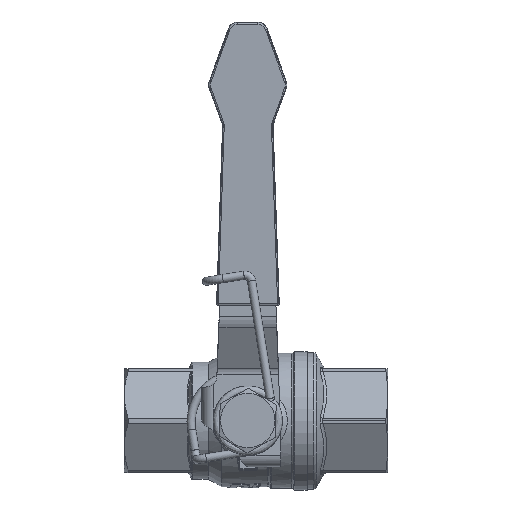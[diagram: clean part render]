
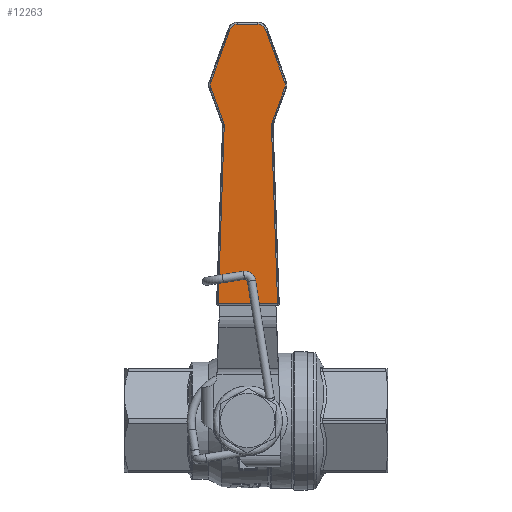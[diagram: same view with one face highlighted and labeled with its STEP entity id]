
A CAD part, top view. The second image highlights one B-rep face of the part: STEP entity #12263.
In plain terms, the highlighted planar face has unit normal (0, -0.035, 0.999).
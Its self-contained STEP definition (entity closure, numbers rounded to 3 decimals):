
#9722=CARTESIAN_POINT('',(9.051,35.421,46.641));
#9723=VERTEX_POINT('',#9722);
#9731=CARTESIAN_POINT('',(-8.971,35.421,46.641));
#9732=VERTEX_POINT('',#9731);
#9733=CARTESIAN_POINT('',(9.051,35.421,46.641));
#9734=DIRECTION('',(-1.,0.,-0.));
#9735=VECTOR('',#9734,18.022);
#9736=LINE('',#9733,#9735);
#9737=EDGE_CURVE('',#9723,#9732,#9736,.T.);
#12135=CARTESIAN_POINT('',(-0.78,44.782,46.967));
#12136=DIRECTION('',(-0.,-0.035,0.999));
#12137=DIRECTION('',(1.,-0.,0.));
#12138=AXIS2_PLACEMENT_3D('',#12135,#12136,#12137);
#12139=PLANE('',#12138);
#12140=CARTESIAN_POINT('',(-7.145,89.518,48.53));
#12141=VERTEX_POINT('',#12140);
#12142=CARTESIAN_POINT('',(-8.971,35.421,46.641));
#12143=CARTESIAN_POINT('',(-7.145,89.518,48.53));
#12144=B_SPLINE_CURVE_WITH_KNOTS('',1,(#12142,#12143),.UNSPECIFIED.,.F.,.F.,(2,2),(0.,54.16),.UNSPECIFIED.);
#12145=EDGE_CURVE('',#9732,#12141,#12144,.T.);
#12146=ORIENTED_EDGE('',*,*,#12145,.F.);
#12147=ORIENTED_EDGE('',*,*,#9737,.F.);
#12148=CARTESIAN_POINT('',(7.181,89.614,48.533));
#12149=VERTEX_POINT('',#12148);
#12150=CARTESIAN_POINT('',(7.181,89.614,48.533));
#12151=CARTESIAN_POINT('',(9.051,35.421,46.641));
#12152=B_SPLINE_CURVE_WITH_KNOTS('',1,(#12150,#12151),.UNSPECIFIED.,.F.,.F.,(2,2),(0.,54.258),.UNSPECIFIED.);
#12153=EDGE_CURVE('',#12149,#9723,#12152,.T.);
#12154=ORIENTED_EDGE('',*,*,#12153,.F.);
#12155=CARTESIAN_POINT('',(7.27,90.179,48.553));
#12156=VERTEX_POINT('',#12155);
#12157=CARTESIAN_POINT('',(8.68,89.666,48.535));
#12158=DIRECTION('',(-0.,-0.035,0.999));
#12159=DIRECTION('',(-0.,0.999,0.035));
#12160=AXIS2_PLACEMENT_3D('',#12157,#12158,#12159);
#12161=CIRCLE('',#12160,1.5);
#12162=EDGE_CURVE('',#12156,#12149,#12161,.T.);
#12163=ORIENTED_EDGE('',*,*,#12162,.F.);
#12164=CARTESIAN_POINT('',(11.221,101.026,48.932));
#12165=VERTEX_POINT('',#12164);
#12166=CARTESIAN_POINT('',(11.221,101.026,48.932));
#12167=CARTESIAN_POINT('',(7.27,90.179,48.553));
#12168=B_SPLINE_CURVE_WITH_KNOTS('',1,(#12166,#12167),.UNSPECIFIED.,.F.,.F.,(2,2),(0.,11.551),.UNSPECIFIED.);
#12169=EDGE_CURVE('',#12165,#12156,#12168,.T.);
#12170=ORIENTED_EDGE('',*,*,#12169,.F.);
#12171=CARTESIAN_POINT('',(11.221,102.735,48.991));
#12172=VERTEX_POINT('',#12171);
#12173=CARTESIAN_POINT('',(11.221,102.735,48.991));
#12174=CARTESIAN_POINT('',(11.271,102.599,48.986));
#12175=CARTESIAN_POINT('',(11.308,102.458,48.982));
#12176=CARTESIAN_POINT('',(11.334,102.315,48.977));
#12177=CARTESIAN_POINT('',(11.359,102.171,48.972));
#12178=CARTESIAN_POINT('',(11.372,102.026,48.966));
#12179=CARTESIAN_POINT('',(11.372,101.881,48.961));
#12180=CARTESIAN_POINT('',(11.372,101.735,48.956));
#12181=CARTESIAN_POINT('',(11.359,101.59,48.951));
#12182=CARTESIAN_POINT('',(11.334,101.447,48.946));
#12183=CARTESIAN_POINT('',(11.308,101.304,48.941));
#12184=CARTESIAN_POINT('',(11.271,101.163,48.936));
#12185=CARTESIAN_POINT('',(11.221,101.026,48.932));
#12186=B_SPLINE_CURVE_WITH_KNOTS('',3,(#12173,#12174,#12175,#12176,#12177,#12178,#12179,#12180,#12181,#12182,#12183,#12184,#12185),.UNSPECIFIED.,.F.,.F.,(4,3,3,3,4),(340.,350.,360.,370.,380.),.UNSPECIFIED.);
#12187=EDGE_CURVE('',#12172,#12165,#12186,.T.);
#12188=ORIENTED_EDGE('',*,*,#12187,.F.);
#12189=CARTESIAN_POINT('',(5.397,118.725,49.55));
#12190=VERTEX_POINT('',#12189);
#12191=CARTESIAN_POINT('',(5.397,118.725,49.55));
#12192=CARTESIAN_POINT('',(11.221,102.735,48.991));
#12193=B_SPLINE_CURVE_WITH_KNOTS('',1,(#12191,#12192),.UNSPECIFIED.,.F.,.F.,(2,2),(0.,17.027),.UNSPECIFIED.);
#12194=EDGE_CURVE('',#12190,#12172,#12193,.T.);
#12195=ORIENTED_EDGE('',*,*,#12194,.F.);
#12196=CARTESIAN_POINT('',(3.048,120.369,49.607));
#12197=VERTEX_POINT('',#12196);
#12198=CARTESIAN_POINT('',(3.048,117.871,49.52));
#12199=DIRECTION('',(0.,0.035,-0.999));
#12200=DIRECTION('',(0.,-0.999,-0.035));
#12201=AXIS2_PLACEMENT_3D('',#12198,#12199,#12200);
#12202=CIRCLE('',#12201,2.5);
#12203=EDGE_CURVE('',#12197,#12190,#12202,.T.);
#12204=ORIENTED_EDGE('',*,*,#12203,.F.);
#12205=CARTESIAN_POINT('',(-3.048,120.369,49.607));
#12206=VERTEX_POINT('',#12205);
#12207=CARTESIAN_POINT('',(-3.048,120.369,49.607));
#12208=DIRECTION('',(1.,-0.,0.));
#12209=VECTOR('',#12208,6.096);
#12210=LINE('',#12207,#12209);
#12211=EDGE_CURVE('',#12206,#12197,#12210,.T.);
#12212=ORIENTED_EDGE('',*,*,#12211,.F.);
#12213=CARTESIAN_POINT('',(-5.397,118.725,49.55));
#12214=VERTEX_POINT('',#12213);
#12215=CARTESIAN_POINT('',(-3.048,117.871,49.52));
#12216=DIRECTION('',(0.,0.035,-0.999));
#12217=DIRECTION('',(0.,-0.999,-0.035));
#12218=AXIS2_PLACEMENT_3D('',#12215,#12216,#12217);
#12219=CIRCLE('',#12218,2.5);
#12220=EDGE_CURVE('',#12214,#12206,#12219,.T.);
#12221=ORIENTED_EDGE('',*,*,#12220,.F.);
#12222=CARTESIAN_POINT('',(-11.221,102.735,48.991));
#12223=VERTEX_POINT('',#12222);
#12224=CARTESIAN_POINT('',(-11.221,102.735,48.991));
#12225=CARTESIAN_POINT('',(-5.397,118.725,49.55));
#12226=B_SPLINE_CURVE_WITH_KNOTS('',1,(#12224,#12225),.UNSPECIFIED.,.F.,.F.,(2,2),(0.,17.027),.UNSPECIFIED.);
#12227=EDGE_CURVE('',#12223,#12214,#12226,.T.);
#12228=ORIENTED_EDGE('',*,*,#12227,.F.);
#12229=CARTESIAN_POINT('',(-11.221,101.026,48.932));
#12230=VERTEX_POINT('',#12229);
#12231=CARTESIAN_POINT('',(-11.221,101.026,48.932));
#12232=CARTESIAN_POINT('',(-11.271,101.163,48.936));
#12233=CARTESIAN_POINT('',(-11.308,101.304,48.941));
#12234=CARTESIAN_POINT('',(-11.334,101.447,48.946));
#12235=CARTESIAN_POINT('',(-11.359,101.59,48.951));
#12236=CARTESIAN_POINT('',(-11.372,101.735,48.956));
#12237=CARTESIAN_POINT('',(-11.372,101.881,48.961));
#12238=CARTESIAN_POINT('',(-11.372,102.026,48.966));
#12239=CARTESIAN_POINT('',(-11.359,102.171,48.972));
#12240=CARTESIAN_POINT('',(-11.334,102.315,48.977));
#12241=CARTESIAN_POINT('',(-11.308,102.458,48.982));
#12242=CARTESIAN_POINT('',(-11.271,102.599,48.986));
#12243=CARTESIAN_POINT('',(-11.221,102.735,48.991));
#12244=B_SPLINE_CURVE_WITH_KNOTS('',3,(#12231,#12232,#12233,#12234,#12235,#12236,#12237,#12238,#12239,#12240,#12241,#12242,#12243),.UNSPECIFIED.,.F.,.F.,(4,3,3,3,4),(340.,350.,360.,370.,380.),.UNSPECIFIED.);
#12245=EDGE_CURVE('',#12230,#12223,#12244,.T.);
#12246=ORIENTED_EDGE('',*,*,#12245,.F.);
#12247=CARTESIAN_POINT('',(-7.235,90.081,48.549));
#12248=VERTEX_POINT('',#12247);
#12249=CARTESIAN_POINT('',(-7.235,90.081,48.549));
#12250=CARTESIAN_POINT('',(-11.221,101.026,48.932));
#12251=B_SPLINE_CURVE_WITH_KNOTS('',1,(#12249,#12250),.UNSPECIFIED.,.F.,.F.,(2,2),(0.,11.655),.UNSPECIFIED.);
#12252=EDGE_CURVE('',#12248,#12230,#12251,.T.);
#12253=ORIENTED_EDGE('',*,*,#12252,.F.);
#12254=CARTESIAN_POINT('',(-8.644,89.568,48.531));
#12255=DIRECTION('',(-0.,-0.035,0.999));
#12256=DIRECTION('',(-0.,0.999,0.035));
#12257=AXIS2_PLACEMENT_3D('',#12254,#12255,#12256);
#12258=CIRCLE('',#12257,1.5);
#12259=EDGE_CURVE('',#12141,#12248,#12258,.T.);
#12260=ORIENTED_EDGE('',*,*,#12259,.F.);
#12261=EDGE_LOOP('',(#12146,#12147,#12154,#12163,#12170,#12188,#12195,#12204,#12212,#12221,#12228,#12246,#12253,#12260));
#12262=FACE_BOUND('',#12261,.T.);
#12263=ADVANCED_FACE('',(#12262),#12139,.T.);
